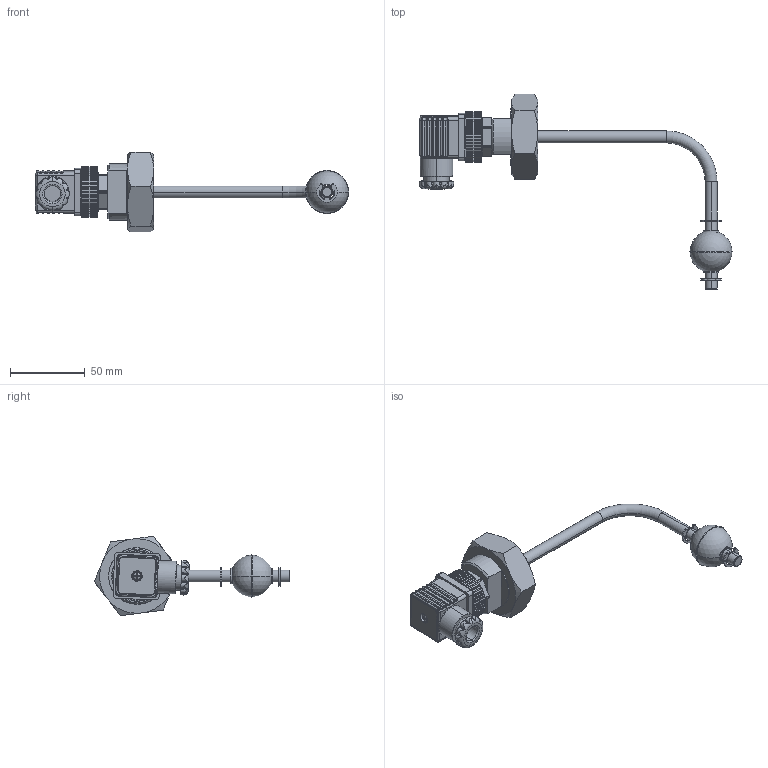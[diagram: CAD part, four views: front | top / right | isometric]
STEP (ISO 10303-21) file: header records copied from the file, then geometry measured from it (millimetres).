
FILE_DESCRIPTION (( 'STEP AP214' ), '1' );
FILE_NAME ('AP1300.STEP', '2020-02-13T08:55:37', ( '' ), ( '' ), 'SwSTEP 2.0', 'SolidWorks 2019', '' );
FILE_SCHEMA (( 'AUTOMOTIVE_DESIGN' ));
Length unit declared in the file: millimetre
Products named in the file (1): AP1300
Bounding box: 210.19 x 131.12 x 53.36 mm (x, y, z)
Surface area: 32598 mm2 (no closed solid volume)
Topology: 0 solids, 16 shells, 673 faces, 1958 edges, 1263 vertices
Faces by surface type: cylinder 309, plane 221, bspline 61, torus 54, cone 14, sphere 14
Entity records: 32537 total; most frequent: CARTESIAN_POINT 7717, DIRECTION 3676, ORIENTED_EDGE 3596, EDGE_CURVE 1954, AXIS2_PLACEMENT_3D 1402, VERTEX_POINT 1263, VECTOR 872, LINE 872
